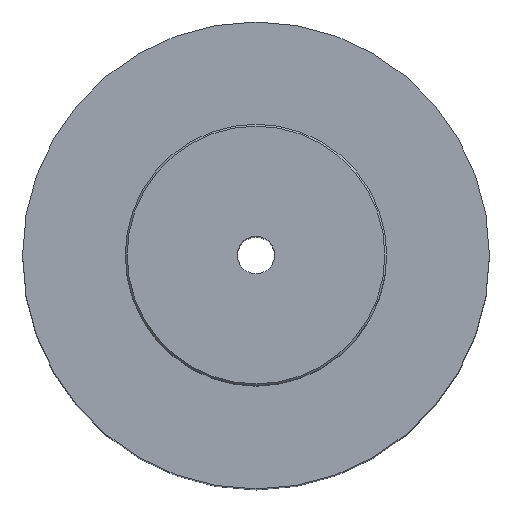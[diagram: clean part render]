
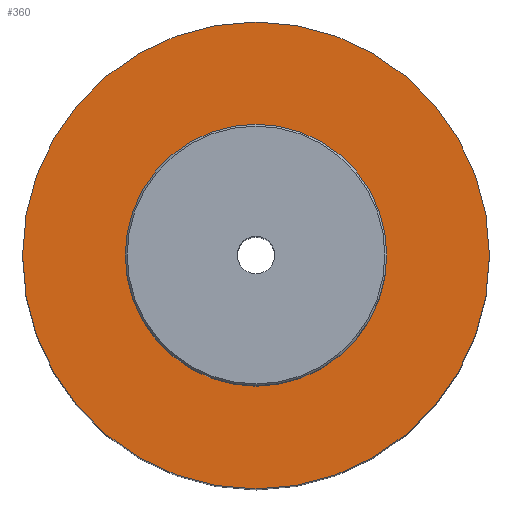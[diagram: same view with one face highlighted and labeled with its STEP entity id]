
A CAD part, top view. The second image highlights one B-rep face of the part: STEP entity #360.
In plain terms, the highlighted planar face has unit normal (0, 0, 1).
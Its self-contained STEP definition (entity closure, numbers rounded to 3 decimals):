
#95=CARTESIAN_POINT('',(0.,0.,0.));
#96=DIRECTION('',(0.,0.,-1.));
#97=DIRECTION('',(0.,1.,0.));
#98=AXIS2_PLACEMENT_3D('',#95,#96,#97);
#103=CARTESIAN_POINT('',(0.,0.,0.));
#104=DIRECTION('',(0.,0.,1.));
#105=DIRECTION('',(0.,1.,0.));
#106=AXIS2_PLACEMENT_3D('',#103,#104,#105);
#119=CARTESIAN_POINT('',(0.,0.,0.));
#120=DIRECTION('',(0.,0.,1.));
#121=DIRECTION('',(0.,1.,0.));
#122=AXIS2_PLACEMENT_3D('',#119,#120,#121);
#188=CARTESIAN_POINT('',(0.,0.,0.));
#189=DIRECTION('',(0.,0.,-1.));
#190=DIRECTION('',(0.,1.,0.));
#191=AXIS2_PLACEMENT_3D('',#188,#189,#190);
#264=CARTESIAN_POINT('',(0.,62.5,0.));
#266=VERTEX_POINT('',#264);
#268=CARTESIAN_POINT('',(0.,-62.5,0.));
#270=VERTEX_POINT('',#268);
#271=CARTESIAN_POINT('',(0.,35.,0.));
#272=CARTESIAN_POINT('',(0.,-35.,0.));
#273=VERTEX_POINT('',#271);
#274=VERTEX_POINT('',#272);
#345=CARTESIAN_POINT('',(0.,0.,0.));
#346=DIRECTION('',(0.,0.,1.));
#347=DIRECTION('',(0.,1.,0.));
#348=AXIS2_PLACEMENT_3D('',#345,#346,#347);
#349=PLANE('',#348);
#350=ORIENTED_EDGE('',*,*,#327,.T.);
#351=ORIENTED_EDGE('',*,*,#338,.F.);
#352=EDGE_LOOP('',(#350,#351));
#353=FACE_OUTER_BOUND('',#352,.F.);
#355=ORIENTED_EDGE('',*,*,#354,.T.);
#357=ORIENTED_EDGE('',*,*,#356,.F.);
#358=EDGE_LOOP('',(#355,#357));
#359=FACE_BOUND('',#358,.F.);
#99=CIRCLE('',#98,62.5);
#107=CIRCLE('',#106,62.5);
#123=CIRCLE('',#122,35.);
#192=CIRCLE('',#191,35.);
#327=EDGE_CURVE('',#266,#270,#99,.T.);
#338=EDGE_CURVE('',#266,#270,#107,.T.);
#354=EDGE_CURVE('',#273,#274,#123,.T.);
#356=EDGE_CURVE('',#273,#274,#192,.T.);
#360=ADVANCED_FACE('',(#353,#359),#349,.T.);
